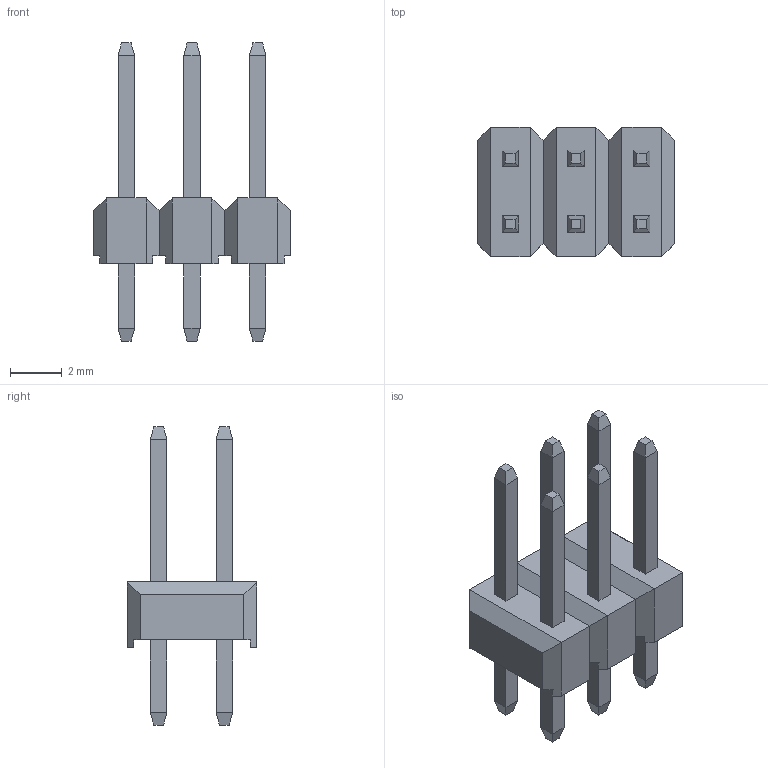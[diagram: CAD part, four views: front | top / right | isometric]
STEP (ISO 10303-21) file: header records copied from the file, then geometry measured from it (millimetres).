
FILE_DESCRIPTION (( 'STEP AP214' ), '1' );
FILE_NAME ('119.STEP', '2015-06-05T16:58:21', ( '' ), ( '' ), 'SwSTEP 2.0', 'SolidWorks 2014', '' );
FILE_SCHEMA (( 'AUTOMOTIVE_DESIGN' ));
Length unit declared in the file: millimetre
Products named in the file (1): 119
Bounding box: 7.62 x 5 x 11.54 mm (x, y, z)
Volume: 101.5 mm3; surface area: 312.5 mm2
Topology: 15 solids, 15 shells, 168 faces, 354 edges, 216 vertices
Faces by surface type: plane 168
Entity records: 6304 total; most frequent: CARTESIAN_POINT 739, ORIENTED_EDGE 708, DIRECTION 692, EDGE_CURVE 354, LINE 354, VECTOR 354, VERTEX_POINT 216, UNCERTAINTY_MEASURE_WITH_UNIT 183
